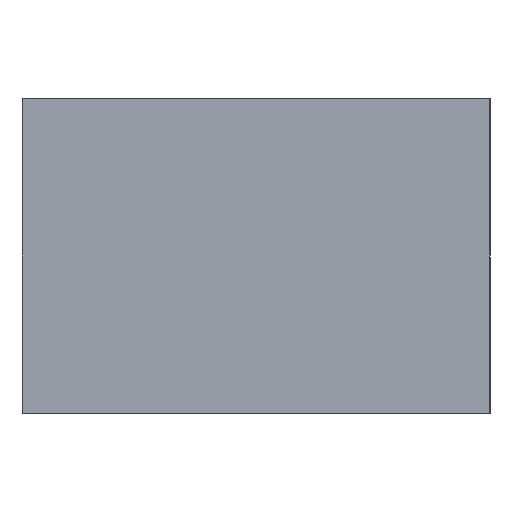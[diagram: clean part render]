
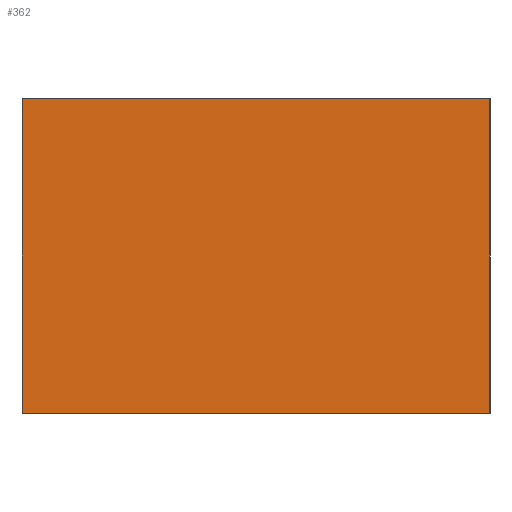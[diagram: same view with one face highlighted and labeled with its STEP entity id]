
A CAD part, left-side view. The second image highlights one B-rep face of the part: STEP entity #362.
In plain terms, the highlighted planar face has unit normal (-1, 0, 0).
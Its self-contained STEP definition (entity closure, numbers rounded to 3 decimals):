
#37=PLANE('',#420);
#59=FACE_OUTER_BOUND('',#86,.T.);
#86=EDGE_LOOP('',(#306,#307,#308,#309));
#117=LINE('',#623,#140);
#118=LINE('',#626,#141);
#119=LINE('',#628,#142);
#120=LINE('',#629,#143);
#140=VECTOR('',#523,10.);
#141=VECTOR('',#526,10.);
#142=VECTOR('',#527,10.);
#143=VECTOR('',#528,10.);
#194=VERTEX_POINT('',#619);
#195=VERTEX_POINT('',#621);
#196=VERTEX_POINT('',#625);
#197=VERTEX_POINT('',#627);
#237=EDGE_CURVE('',#194,#195,#117,.T.);
#238=EDGE_CURVE('',#194,#196,#118,.T.);
#239=EDGE_CURVE('',#197,#195,#119,.T.);
#240=EDGE_CURVE('',#196,#197,#120,.T.);
#306=ORIENTED_EDGE('',*,*,#238,.F.);
#307=ORIENTED_EDGE('',*,*,#237,.T.);
#308=ORIENTED_EDGE('',*,*,#239,.F.);
#309=ORIENTED_EDGE('',*,*,#240,.F.);
#362=ADVANCED_FACE('',(#59),#37,.T.);
#420=AXIS2_PLACEMENT_3D('',#624,#524,#525);
#523=DIRECTION('',(0.,0.,1.));
#524=DIRECTION('center_axis',(-1.,0.,0.));
#525=DIRECTION('ref_axis',(0.,-1.,0.));
#526=DIRECTION('',(0.,1.,0.));
#527=DIRECTION('',(0.,-1.,0.));
#528=DIRECTION('',(0.,0.,1.));
#619=CARTESIAN_POINT('',(-41.,-16.2,21.562));
#621=CARTESIAN_POINT('',(-41.,-16.2,26.262));
#623=CARTESIAN_POINT('',(-41.,-16.2,21.562));
#624=CARTESIAN_POINT('Origin',(-41.,-9.2,21.562));
#625=CARTESIAN_POINT('',(-41.,-9.2,21.562));
#626=CARTESIAN_POINT('',(-41.,-16.2,21.562));
#627=CARTESIAN_POINT('',(-41.,-9.2,26.262));
#628=CARTESIAN_POINT('',(-41.,-16.2,26.262));
#629=CARTESIAN_POINT('',(-41.,-9.2,21.562));
